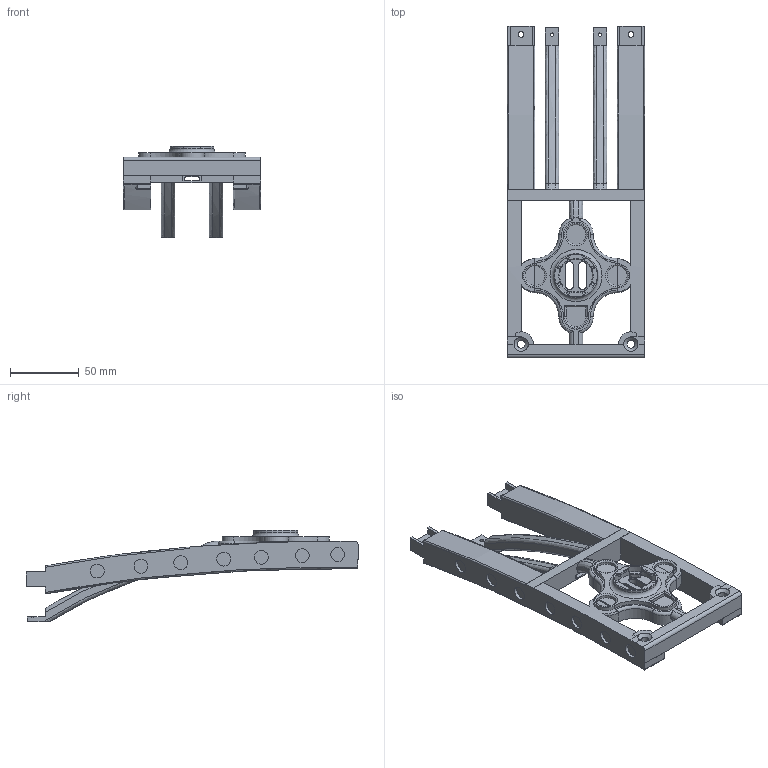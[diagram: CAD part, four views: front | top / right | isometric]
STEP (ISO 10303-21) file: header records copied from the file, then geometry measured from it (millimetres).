
FILE_DESCRIPTION(/* description */ ('Unknown'),/* implementation_level */ '2;1');
FILE_NAME(/* name */ 'Bodymount_hinten_1',/* time_stamp */ '2024-02-28T18:51:03+01:00',/* author */ ('Unknown'),/* organization */ ('Unknown'),/* preprocessor_version */ 'ST-DEVELOPER v18.104',/* originating_system */ 'Solid Edge',/* authorisation */ 'Unknown');
FILE_SCHEMA (('AUTOMOTIVE_DESIGN {1 0 10303 214 3 1 1}'));
Length unit declared in the file: millimetre
Products named in the file (1): Bodymount_hinten_1
Bounding box: 100 x 242.13 x 66.96 mm (x, y, z)
Volume: 219832.4 mm3; surface area: 65844.4 mm2
Topology: 1 solids, 1 shells, 370 faces, 995 edges, 635 vertices
Faces by surface type: plane 149, cylinder 124, torus 54, bspline 41, cone 2
Full cylindrical faces by diameter (mm): 2.459 x2, 4.134 x2, 5.8 x2, 10.1 x14, 10.5 x4, 14.5 x3, 30 x1, 32 x1
Entity records: 14848 total; most frequent: CARTESIAN_POINT 3503, ORIENTED_EDGE 1866, DIRECTION 1719, EDGE_CURVE 933, AXIS2_PLACEMENT_3D 655, VERTEX_POINT 609, EDGE_LOOP 444, FACE_BOUND 444
